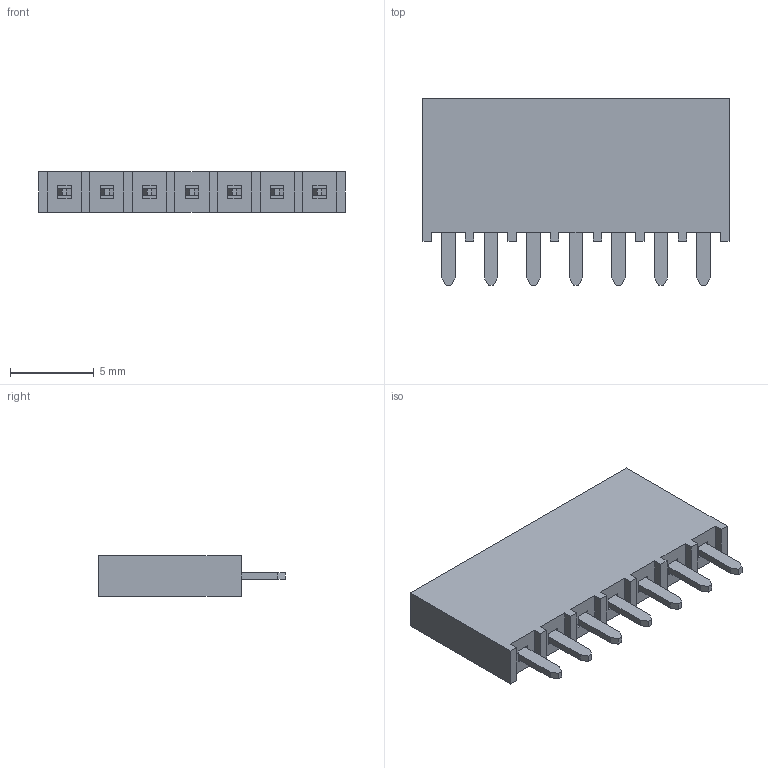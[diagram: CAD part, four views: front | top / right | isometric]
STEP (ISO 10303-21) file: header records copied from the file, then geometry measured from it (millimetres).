
FILE_DESCRIPTION( ( 'STEP AP214' ), '1' );
FILE_NAME( 'SSW-107-01-T-S.stp', '2021-03-07T13:47:08', ( 'License CC BY-ND 4.0' ), ( 'CADENAS' ), ' ', 'PARTsolutions', ' ' );
FILE_SCHEMA( ( 'AUTOMOTIVE_DESIGN { 1 0 10303 214 1 1 1 1 }' ) );
Length unit declared in the file: inch
Products named in the file (3): SSW-107-01-T-S; _T1SSW-107-01-T-S; _P2SSW-107-01-T-S
Assembly tree (2 placements, depth 2):
  SSW-107-01-T-S
    _T1SSW-107-01-T-S
    _P2SSW-107-01-T-S
Bounding box: 18.29 x 11.15 x 2.41 mm (x, y, z)
Volume: 333.4 mm3; surface area: 711.5 mm2
Topology: 2 solids, 2 shells, 117 faces, 318 edges, 212 vertices
Faces by surface type: plane 117
Entity records: 4630 total; most frequent: CARTESIAN_POINT 650, ORIENTED_EDGE 636, DIRECTION 558, EDGE_CURVE 318, LINE 318, VECTOR 318, VERTEX_POINT 212, EDGE_LOOP 138
